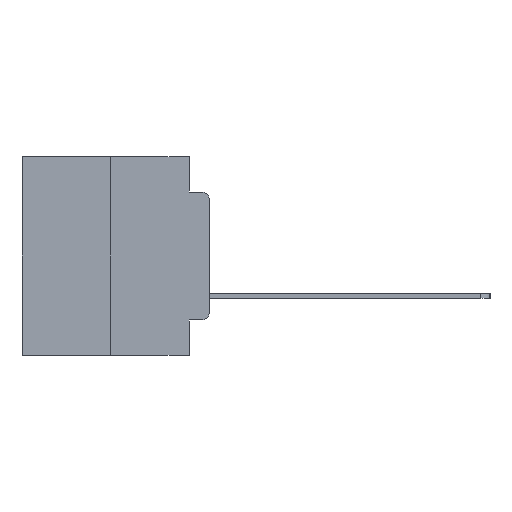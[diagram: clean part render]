
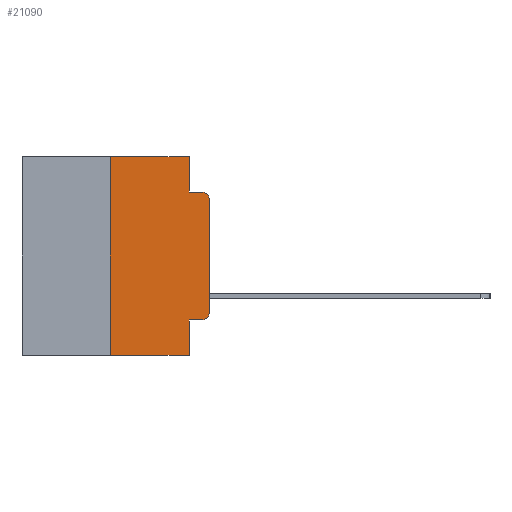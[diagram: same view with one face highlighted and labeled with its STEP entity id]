
A CAD part, left-side view. The second image highlights one B-rep face of the part: STEP entity #21090.
In plain terms, the highlighted planar face has unit normal (-1, 0, 0).
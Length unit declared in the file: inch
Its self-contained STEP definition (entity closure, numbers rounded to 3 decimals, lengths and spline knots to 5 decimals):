
#567 = CARTESIAN_POINT ( 'NONE',  ( 0., 0.051, 0. ) ) ;
#876 = DIRECTION ( 'NONE',  ( 0., 0., -1. ) ) ;
#1302 = ORIENTED_EDGE ( 'NONE', *, *, #2112, .F. ) ;
#1331 = DIRECTION ( 'NONE',  ( 0., 0., -1. ) ) ;
#1509 = VERTEX_POINT ( 'NONE', #20256 ) ;
#1644 = EDGE_CURVE ( 'NONE', #1509, #14810, #10197, .T. ) ;
#2112 = EDGE_CURVE ( 'NONE', #26569, #21254, #16445, .T. ) ;
#2709 = ORIENTED_EDGE ( 'NONE', *, *, #19531, .T. ) ;
#2949 = DIRECTION ( 'NONE',  ( 0., -1., 0. ) ) ;
#3332 = CARTESIAN_POINT ( 'NONE',  ( 0., 0.051, -0.0885 ) ) ;
#3407 = ORIENTED_EDGE ( 'NONE', *, *, #5648, .F. ) ;
#3945 = CARTESIAN_POINT ( 'NONE',  ( 0., 0., 0. ) ) ;
#4176 = EDGE_CURVE ( 'NONE', #11318, #13547, #25630, .T. ) ;
#4385 = EDGE_CURVE ( 'NONE', #13547, #14295, #4774, .T. ) ;
#4698 = DIRECTION ( 'NONE',  ( 0., -1., 0. ) ) ;
#4774 = CIRCLE ( 'NONE', #9656, 0.02 ) ;
#5574 = DIRECTION ( 'NONE',  ( 0., -1., 0. ) ) ;
#5648 = EDGE_CURVE ( 'NONE', #11318, #26887, #14056, .T. ) ;
#5837 = ORIENTED_EDGE ( 'NONE', *, *, #1644, .T. ) ;
#6122 = EDGE_CURVE ( 'NONE', #14295, #1509, #14952, .T. ) ;
#7204 = ORIENTED_EDGE ( 'NONE', *, *, #26440, .F. ) ;
#7283 = CARTESIAN_POINT ( 'NONE',  ( 0., 0.25, -0.5 ) ) ;
#7298 = CARTESIAN_POINT ( 'NONE',  ( 0., 0.051, -0.0885 ) ) ;
#7353 = VERTEX_POINT ( 'NONE', #7283 ) ;
#8401 = DIRECTION ( 'NONE',  ( 0., 0., 1. ) ) ;
#8461 = EDGE_CURVE ( 'NONE', #7353, #22073, #11011, .T. ) ;
#8818 = DIRECTION ( 'NONE',  ( 0., 0., -1. ) ) ;
#8961 = CARTESIAN_POINT ( 'NONE',  ( 0., 0.051, -0.4115 ) ) ;
#9090 = DIRECTION ( 'NONE',  ( 1., 0., 0. ) ) ;
#9529 = VECTOR ( 'NONE', #8401, 39.37008 ) ;
#9656 = AXIS2_PLACEMENT_3D ( 'NONE', #12846, #26750, #14850 ) ;
#9915 = CARTESIAN_POINT ( 'NONE',  ( 0., 0.25, 0. ) ) ;
#10144 = VECTOR ( 'NONE', #5574, 39.37008 ) ;
#10197 = CIRCLE ( 'NONE', #12859, 0.02 ) ;
#10666 = ORIENTED_EDGE ( 'NONE', *, *, #4385, .T. ) ;
#10668 = VECTOR ( 'NONE', #4698, 39.37008 ) ;
#11011 = LINE ( 'NONE', #12301, #26909 ) ;
#11312 = LINE ( 'NONE', #13246, #10668 ) ;
#11318 = VERTEX_POINT ( 'NONE', #8961 ) ;
#11571 = CARTESIAN_POINT ( 'NONE',  ( 0., 0., -0.3915 ) ) ;
#11846 = CARTESIAN_POINT ( 'NONE',  ( 0., 0.051, 0. ) ) ;
#12301 = CARTESIAN_POINT ( 'NONE',  ( 0., 0.25, 0. ) ) ;
#12846 = CARTESIAN_POINT ( 'NONE',  ( 0., 0.02, -0.3915 ) ) ;
#12859 = AXIS2_PLACEMENT_3D ( 'NONE', #24357, #24785, #8818 ) ;
#13175 = PLANE ( 'NONE',  #21995 ) ;
#13246 = CARTESIAN_POINT ( 'NONE',  ( 0., 0.473, 0. ) ) ;
#13547 = VERTEX_POINT ( 'NONE', #23569 ) ;
#14056 = LINE ( 'NONE', #26160, #24021 ) ;
#14295 = VERTEX_POINT ( 'NONE', #11571 ) ;
#14508 = EDGE_CURVE ( 'NONE', #21254, #14810, #20823, .T. ) ;
#14788 = DIRECTION ( 'NONE',  ( 0., -1., 0. ) ) ;
#14810 = VERTEX_POINT ( 'NONE', #22827 ) ;
#14850 = DIRECTION ( 'NONE',  ( 0., 0., -1. ) ) ;
#14952 = LINE ( 'NONE', #3945, #9529 ) ;
#15051 = VECTOR ( 'NONE', #14788, 39.37008 ) ;
#15380 = ORIENTED_EDGE ( 'NONE', *, *, #4176, .T. ) ;
#15684 = CARTESIAN_POINT ( 'NONE',  ( 0., 0.473, -0.5 ) ) ;
#15996 = LINE ( 'NONE', #15684, #21943 ) ;
#16445 = LINE ( 'NONE', #11846, #18307 ) ;
#18157 = ORIENTED_EDGE ( 'NONE', *, *, #8461, .F. ) ;
#18193 = DIRECTION ( 'NONE',  ( 0., 0., 1. ) ) ;
#18307 = VECTOR ( 'NONE', #876, 39.37008 ) ;
#19531 = EDGE_CURVE ( 'NONE', #7353, #26887, #15996, .T. ) ;
#20256 = CARTESIAN_POINT ( 'NONE',  ( 0., 0., -0.1085 ) ) ;
#20364 = ORIENTED_EDGE ( 'NONE', *, *, #6122, .T. ) ;
#20452 = EDGE_LOOP ( 'NONE', ( #20364, #5837, #22251, #1302, #7204, #18157, #2709, #3407, #15380, #10666 ) ) ;
#20728 = CARTESIAN_POINT ( 'NONE',  ( 0., 0.051, -0.4115 ) ) ;
#20823 = LINE ( 'NONE', #3332, #10144 ) ;
#21090 = ADVANCED_FACE ( 'NONE', ( #21864 ), #13175, .F. ) ;
#21201 = CARTESIAN_POINT ( 'NONE',  ( 0., 0.473, 0. ) ) ;
#21254 = VERTEX_POINT ( 'NONE', #7298 ) ;
#21864 = FACE_OUTER_BOUND ( 'NONE', #20452, .T. ) ;
#21943 = VECTOR ( 'NONE', #2949, 39.37008 ) ;
#21995 = AXIS2_PLACEMENT_3D ( 'NONE', #21201, #9090, #23196 ) ;
#22073 = VERTEX_POINT ( 'NONE', #9915 ) ;
#22251 = ORIENTED_EDGE ( 'NONE', *, *, #14508, .F. ) ;
#22298 = CARTESIAN_POINT ( 'NONE',  ( 0., 0.051, -0.5 ) ) ;
#22827 = CARTESIAN_POINT ( 'NONE',  ( 0., 0.02, -0.0885 ) ) ;
#23196 = DIRECTION ( 'NONE',  ( 0., 0., -1. ) ) ;
#23569 = CARTESIAN_POINT ( 'NONE',  ( 0., 0.02, -0.4115 ) ) ;
#24021 = VECTOR ( 'NONE', #1331, 39.37008 ) ;
#24357 = CARTESIAN_POINT ( 'NONE',  ( 0., 0.02, -0.1085 ) ) ;
#24785 = DIRECTION ( 'NONE',  ( -1., 0., 0. ) ) ;
#25630 = LINE ( 'NONE', #20728, #15051 ) ;
#26160 = CARTESIAN_POINT ( 'NONE',  ( 0., 0.051, 0. ) ) ;
#26440 = EDGE_CURVE ( 'NONE', #22073, #26569, #11312, .T. ) ;
#26569 = VERTEX_POINT ( 'NONE', #567 ) ;
#26750 = DIRECTION ( 'NONE',  ( -1., 0., 0. ) ) ;
#26887 = VERTEX_POINT ( 'NONE', #22298 ) ;
#26909 = VECTOR ( 'NONE', #18193, 39.37008 ) ;
